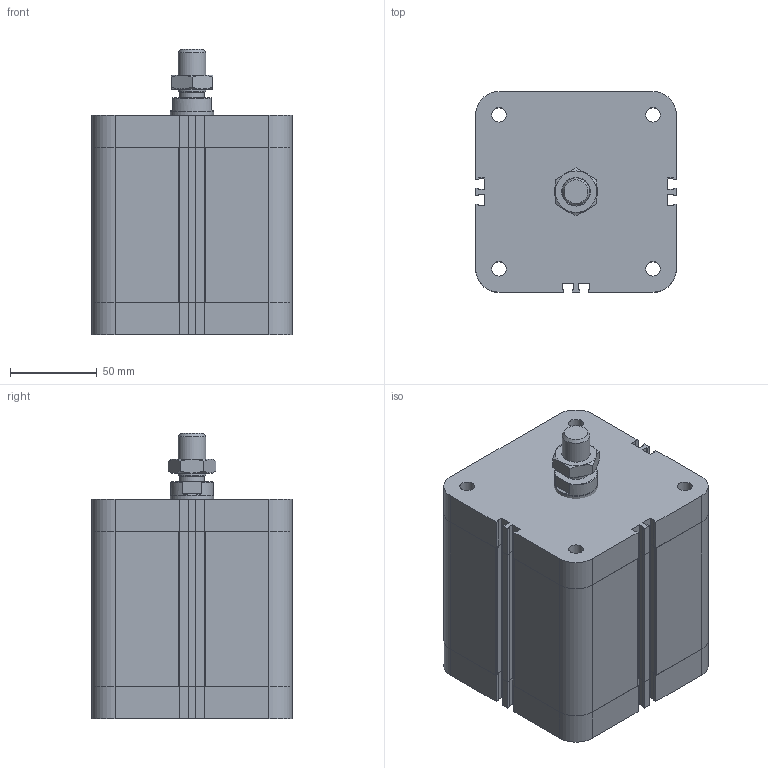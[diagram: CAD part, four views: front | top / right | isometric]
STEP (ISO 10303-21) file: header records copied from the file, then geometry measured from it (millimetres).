
FILE_DESCRIPTION((''),'2;1');
FILE_NAME('155#_100_0060_02_#-01.iam.step','2011-03-29T10:47:30',(''),(''),'Autodesk Inventor 2011','Autodesk Inventor 2011','');
FILE_SCHEMA(('AUTOMOTIVE_DESIGN { 1 0 10303 214 1 1 1 1 }'));
Length unit declared in the file: millimetre
Products named in the file (6): 155#_100_0060_02_#-01; 15100_502; 1540_503_100_0060; 1540_531_100_0060; 15100_501; 1320_50_18F
Assembly tree (5 placements, depth 2):
  155#_100_0060_02_#-01
    15100_502
    1540_503_100_0060
    1540_531_100_0060
    15100_501
    1320_50_18F
Bounding box: 116 x 116 x 165 mm (x, y, z)
Volume: 1214779.5 mm3; surface area: 204592.4 mm2
Topology: 5 solids, 5 shells, 295 faces, 824 edges, 546 vertices
Faces by surface type: plane 191, cylinder 85, cone 19
Full cylindrical faces by diameter (mm): 6 x2, 8.4 x12, 8.7 x2, 10 x1, 12 x1, 14.5 x2, 16 x1, 24.8 x1, 25 x1, 100 x2
Entity records: 9543 total; most frequent: CARTESIAN_POINT 1678, ORIENTED_EDGE 1564, DIRECTION 1562, EDGE_CURVE 782, VECTOR 558, LINE 558, VERTEX_POINT 534, AXIS2_PLACEMENT_3D 502
